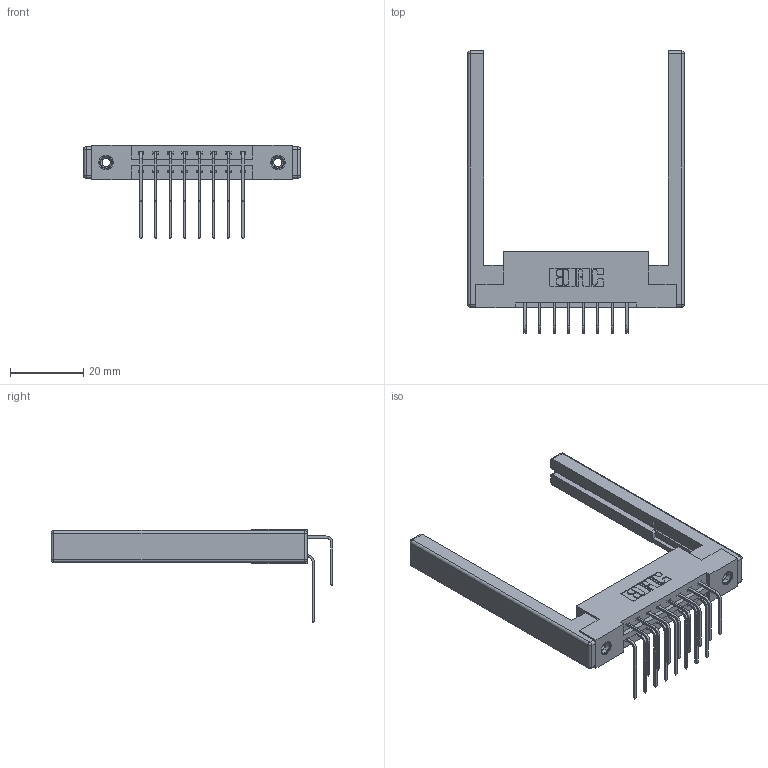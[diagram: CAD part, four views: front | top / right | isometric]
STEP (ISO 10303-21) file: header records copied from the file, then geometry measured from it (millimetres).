
FILE_DESCRIPTION (( 'STEP AP203' ), '1' );
FILE_NAME ('387-016-558-268.STEP', '2019-10-15T23:58:22', ( '' ), ( '' ), 'SwSTEP 2.0', 'SolidWorks 2016', '' );
FILE_SCHEMA (( 'CONFIG_CONTROL_DESIGN' ));
Length unit declared in the file: inch
Products named in the file (6): 345-292-001_558 559 Tail - 1; 307-220-068; 387-016-558-268; 345-292-001_558 Tail - 2; 345-250-001_345-250-001-102; 337 Part_Flush Mounting Lugs - 0.156 Dia-TI
Assembly tree (21 placements, depth 2):
  387-016-558-268
    337 Part_Flush Mounting Lugs - 0.156 Dia-TI
    345-292-001_558 559 Tail - 1  x8
    345-292-001_558 Tail - 2  x8
    345-250-001_345-250-001-102  x2
    307-220-068  x2
Bounding box: 59.13 x 76.9 x 25.53 mm (x, y, z)
Volume: 10256.2 mm3; surface area: 10805.2 mm2
Topology: 21 solids, 21 shells, 1164 faces, 3373 edges, 2206 vertices
Faces by surface type: plane 798, cylinder 342, cone 12, sphere 8, torus 4
Entity records: 15144 total; most frequent: CARTESIAN_POINT 2590, ORIENTED_EDGE 2464, DIRECTION 2318, EDGE_CURVE 1232, LINE 1014, VECTOR 1014, VERTEX_POINT 810, AXIS2_PLACEMENT_3D 652
